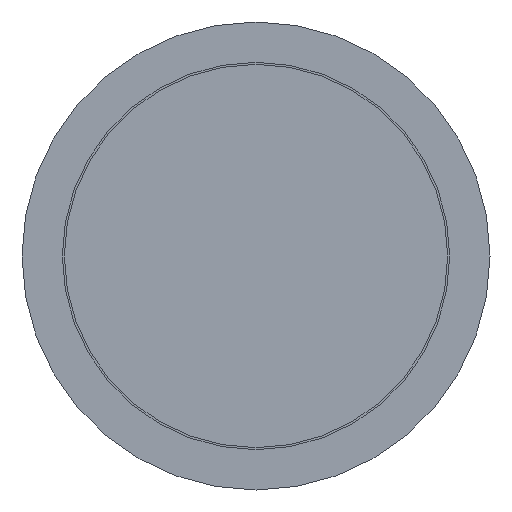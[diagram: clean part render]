
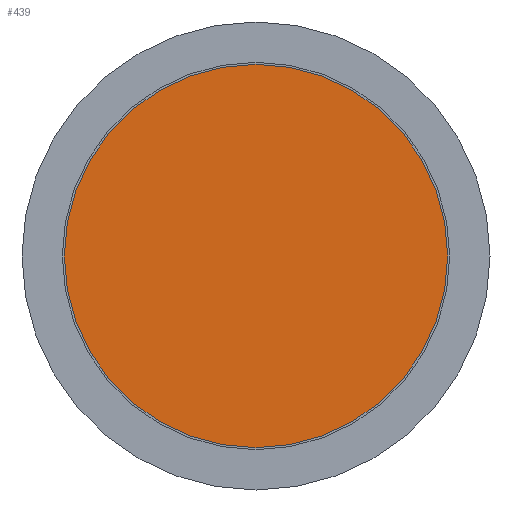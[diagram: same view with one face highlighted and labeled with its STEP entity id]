
A CAD part, front view. The second image highlights one B-rep face of the part: STEP entity #439.
In plain terms, the highlighted planar face has unit normal (0, -1, 0).
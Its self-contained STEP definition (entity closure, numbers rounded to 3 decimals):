
#14 = AXIS2_PLACEMENT_3D ( 'NONE', #352, #320, #148 ) ;
#116 = PLANE ( 'NONE',  #331 ) ;
#148 = DIRECTION ( 'NONE',  ( 0., 0., -1. ) ) ;
#151 = ORIENTED_EDGE ( 'NONE', *, *, #334, .T. ) ;
#176 = CARTESIAN_POINT ( 'NONE',  ( 0., 0., -23.75 ) ) ;
#245 = CARTESIAN_POINT ( 'NONE',  ( -23.75, 0., 0. ) ) ;
#262 = CIRCLE ( 'NONE', #14, 23.75 ) ;
#320 = DIRECTION ( 'NONE',  ( 0., -1., 0. ) ) ;
#327 = DIRECTION ( 'NONE',  ( 0., 1., 0. ) ) ;
#331 = AXIS2_PLACEMENT_3D ( 'NONE', #245, #327, #408 ) ;
#334 = EDGE_CURVE ( 'NONE', #414, #414, #262, .T. ) ;
#352 = CARTESIAN_POINT ( 'NONE',  ( 0., 0., 0. ) ) ;
#408 = DIRECTION ( 'NONE',  ( 0., 0., 1. ) ) ;
#412 = FACE_OUTER_BOUND ( 'NONE', #488, .T. ) ;
#414 = VERTEX_POINT ( 'NONE', #176 ) ;
#439 = ADVANCED_FACE ( 'NONE', ( #412 ), #116, .F. ) ;
#488 = EDGE_LOOP ( 'NONE', ( #151 ) ) ;
